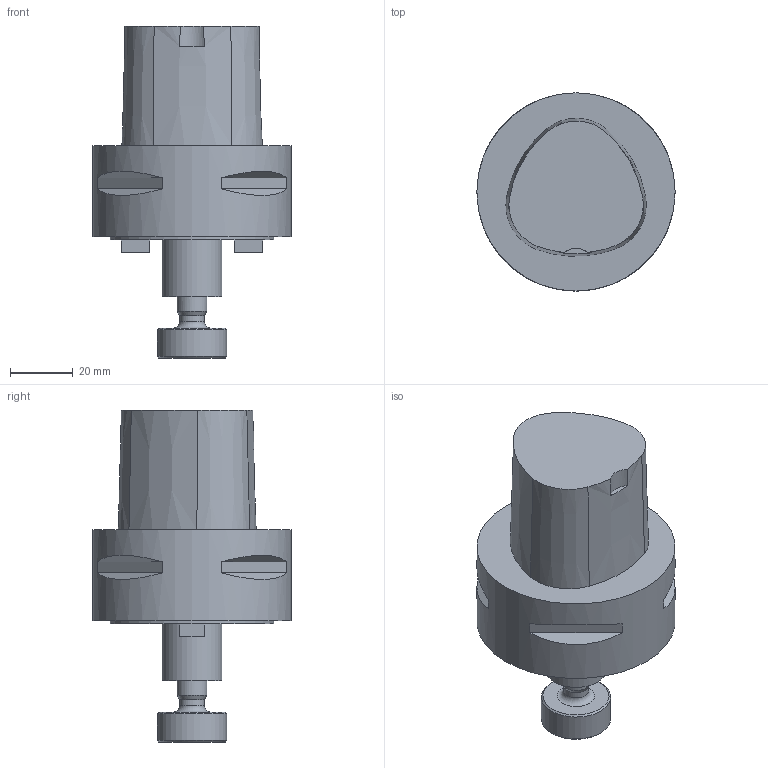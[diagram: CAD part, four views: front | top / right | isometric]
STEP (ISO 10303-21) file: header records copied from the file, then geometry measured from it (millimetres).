
FILE_DESCRIPTION(/* description */ ('3-D model version:1'),/* implementation_level */ '2;1');
FILE_NAME(/* name */ 'C6-A391.05C-19030M',/* time_stamp */ '2016-12-02T14:00:45',/* author */ ('InteractiveCad'),/* organization */ ('AB Sandvik Coromant'),/* preprocessor_version */ 'ST-DEVELOPER v11',/* originating_system */ 'SIEMENS UGS NX 6.0',/* authorization */ '');
FILE_SCHEMA(('AUTOMOTIVE_DESIGN'));
Length unit declared in the file: millimetre
Products named in the file (1): C6_A391_05C_19030M_SIM
Bounding box: 63 x 63 x 105.5 mm (x, y, z)
Volume: 155399.2 mm3; surface area: 20679.9 mm2
Topology: 1 solids, 1 shells, 59 faces, 118 edges, 78 vertices
Faces by surface type: plane 36, cylinder 13, cone 9, torus 1
Full cylindrical faces by diameter (mm): 2.5 x4, 6 x2, 7.9 x1, 9.525 x1, 19.05 x1, 22 x1, 52 x1, 63 x1
Entity records: 1540 total; most frequent: DIRECTION 274, CARTESIAN_POINT 243, ORIENTED_EDGE 198, AXIS2_PLACEMENT_3D 114, EDGE_CURVE 99, EDGE_LOOP 92, VERTEX_POINT 75, ADVANCED_FACE 59
